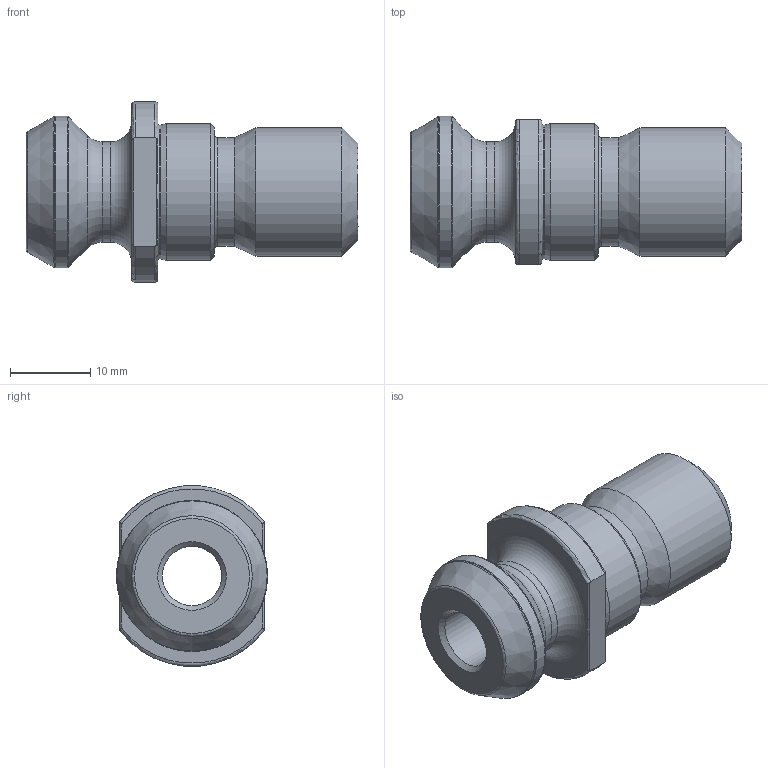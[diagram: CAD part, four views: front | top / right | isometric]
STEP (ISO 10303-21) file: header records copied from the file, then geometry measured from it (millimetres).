
FILE_DESCRIPTION(/* description */ (''),/* implementation_level */ '2;1');
FILE_NAME(/* name */ 'APS-CAT40-45-M16-MAZ-H.stp',/* time_stamp */ '2024-12-19T12:50:58+03:00',/* author */ (''),/* organization */ (''),/* preprocessor_version */ 'ST-DEVELOPER v19.4',/* originating_system */ 'SIEMENS PLM Software NX2306.5001',/* authorisation */ '');
FILE_SCHEMA (('AUTOMOTIVE_DESIGN { 1 0 10303 214 3 1 1 1 }'));
Length unit declared in the file: millimetre
Products named in the file (1): APS-CAT40-45-M16-MAZ-H-LIGHT_objects
Bounding box: 41.26 x 18.8 x 22.42 mm (x, y, z)
Volume: 6758.8 mm3; surface area: 3728.3 mm2
Topology: 1 solids, 1 shells, 47 faces, 110 edges, 66 vertices
Faces by surface type: plane 15, torus 11, cone 10, cylinder 9, bspline 2
Full cylindrical faces by diameter (mm): 7.35 x1, 12.446 x1, 13.5 x1, 16 x1, 16.6 x1, 17 x1, 18.796 x1
Entity records: 1417 total; most frequent: CARTESIAN_POINT 451, DIRECTION 188, ORIENTED_EDGE 164, AXIS2_PLACEMENT_3D 85, EDGE_CURVE 82, EDGE_LOOP 74, VERTEX_POINT 62, FACE_BOUND 54
